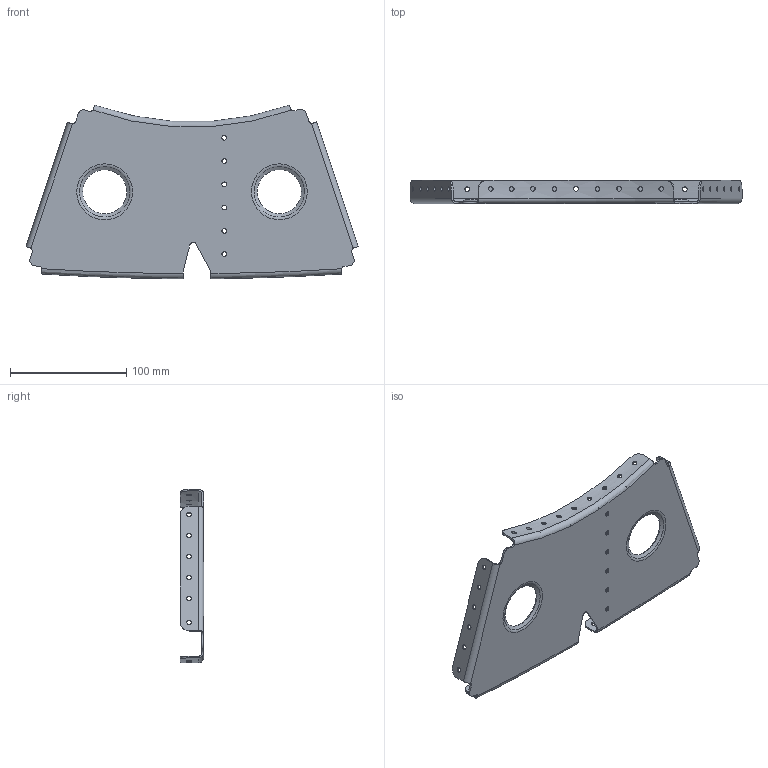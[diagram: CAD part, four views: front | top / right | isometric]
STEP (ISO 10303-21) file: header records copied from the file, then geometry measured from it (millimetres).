
FILE_DESCRIPTION(/* description */ (''),/* implementation_level */ '2;1');
FILE_NAME(/* name */ 'Val18.stp',/* time_stamp */ '2020-12-28T16:09:11-05:00',/* author */ ('Morty'),/* organization */ (''),/* preprocessor_version */ 'ST-DEVELOPER v18.1',/* originating_system */ 'Autodesk Inventor 2021',/* authorisation */ '');
FILE_SCHEMA (('AUTOMOTIVE_DESIGN { 1 0 10303 214 3 1 1 }'));
Length unit declared in the file: millimetre
Products named in the file (1): Val18
Bounding box: 285.25 x 20 x 149.16 mm (x, y, z)
Volume: 63389.7 mm3; surface area: 87041.1 mm2
Topology: 1 solids, 1 shells, 119 faces, 363 edges, 246 vertices
Faces by surface type: cylinder 72, plane 31, torus 10, cone 6
Full cylindrical faces by diameter (mm): 4 x37
Entity records: 5660 total; most frequent: CARTESIAN_POINT 2243, ORIENTED_EDGE 726, DIRECTION 645, EDGE_CURVE 363, AXIS2_PLACEMENT_3D 248, VERTEX_POINT 246, EDGE_LOOP 197, LINE 149
